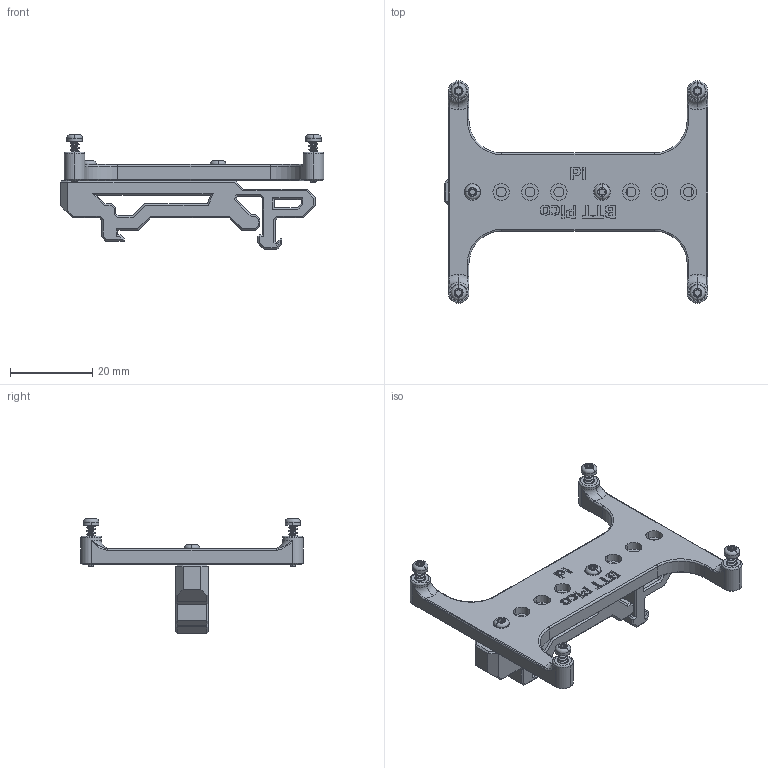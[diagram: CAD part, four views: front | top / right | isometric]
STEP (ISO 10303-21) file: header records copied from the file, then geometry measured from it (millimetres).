
FILE_DESCRIPTION (( 'STEP AP214' ), '1' );
FILE_NAME ('RPi_or_BTT-Pico_Din_Mount.STEP', '2023-02-09T14:44:24', ( '' ), ( '' ), 'SwSTEP 2.0', 'SolidWorks 2019', '' );
FILE_SCHEMA (( 'AUTOMOTIVE_DESIGN' ));
Length unit declared in the file: millimetre
Products named in the file (5): Raspberry_SKRPico_Mount; RPi_or_BTT-Pico_Din_Mount; M2x10 self tapping screw for plastic; PCB DIN Clip; RPi-Pico_hardware
Assembly tree (9 placements, depth 3):
  RPi_or_BTT-Pico_Din_Mount
    RPi-Pico_hardware
      M2x10 self tapping screw for plastic  x6
    PCB DIN Clip
    Raspberry_SKRPico_Mount
Bounding box: 63.98 x 54 x 27.83 mm (x, y, z)
Volume: 10299.2 mm3; surface area: 8603.4 mm2
Topology: 8 solids, 8 shells, 1109 faces, 2963 edges, 1898 vertices
Faces by surface type: cylinder 477, plane 328, bspline 194, cone 78, torus 32
Entity records: 24282 total; most frequent: CARTESIAN_POINT 10415, ORIENTED_EDGE 2980, DIRECTION 2601, EDGE_CURVE 1490, LINE 951, VECTOR 951, VERTEX_POINT 923, AXIS2_PLACEMENT_3D 825
